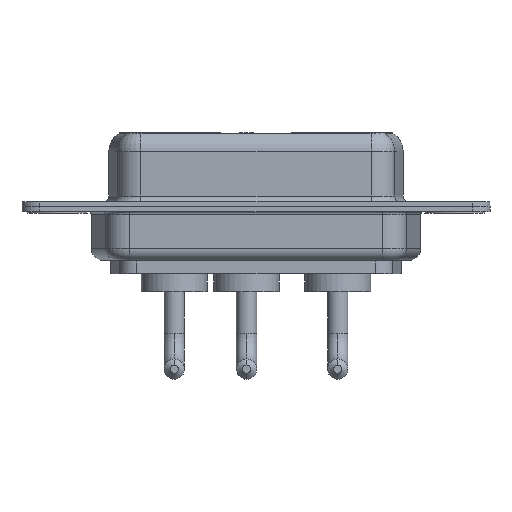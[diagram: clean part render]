
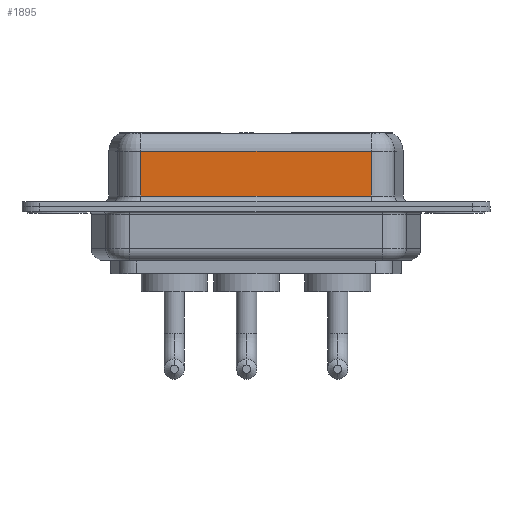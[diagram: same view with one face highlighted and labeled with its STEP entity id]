
A CAD part, front view. The second image highlights one B-rep face of the part: STEP entity #1895.
In plain terms, the highlighted planar face has unit normal (0, -1, 0).
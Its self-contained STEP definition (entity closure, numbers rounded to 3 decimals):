
#62 = VERTEX_POINT ( 'NONE', #8158 ) ;
#128 = LINE ( 'NONE', #5716, #2307 ) ;
#1039 = EDGE_CURVE ( 'NONE', #62, #9585, #128, .T. ) ;
#1102 = DIRECTION ( 'NONE',  ( 0., 0., -1. ) ) ;
#1199 = VECTOR ( 'NONE', #11406, 1000. ) ;
#1512 = CARTESIAN_POINT ( 'NONE',  ( 7.013, -3.95, 4.65 ) ) ;
#1513 = ORIENTED_EDGE ( 'NONE', *, *, #5449, .T. ) ;
#1710 = LINE ( 'NONE', #2443, #2748 ) ;
#1755 = CARTESIAN_POINT ( 'NONE',  ( 26.287, -3.95, 0.9 ) ) ;
#1867 = DIRECTION ( 'NONE',  ( 0., 1., 0. ) ) ;
#1895 = ADVANCED_FACE ( 'NONE', ( #7531 ), #6461, .F. ) ;
#2307 = VECTOR ( 'NONE', #1102, 1000. ) ;
#2387 = VECTOR ( 'NONE', #8225, 1000. ) ;
#2443 = CARTESIAN_POINT ( 'NONE',  ( 26.287, -3.95, 4.65 ) ) ;
#2611 = CARTESIAN_POINT ( 'NONE',  ( 26.287, -3.95, 0.9 ) ) ;
#2748 = VECTOR ( 'NONE', #9087, 1000. ) ;
#3260 = ORIENTED_EDGE ( 'NONE', *, *, #8318, .T. ) ;
#3898 = AXIS2_PLACEMENT_3D ( 'NONE', #10157, #1867, #5673 ) ;
#4010 = LINE ( 'NONE', #7696, #1199 ) ;
#4019 = VERTEX_POINT ( 'NONE', #1512 ) ;
#4293 = ORIENTED_EDGE ( 'NONE', *, *, #1039, .F. ) ;
#5449 = EDGE_CURVE ( 'NONE', #62, #4019, #1710, .T. ) ;
#5453 = ORIENTED_EDGE ( 'NONE', *, *, #7606, .T. ) ;
#5673 = DIRECTION ( 'NONE',  ( 0., 0., 1. ) ) ;
#5716 = CARTESIAN_POINT ( 'NONE',  ( 26.287, -3.95, 6.4 ) ) ;
#6461 = PLANE ( 'NONE',  #3898 ) ;
#7531 = FACE_OUTER_BOUND ( 'NONE', #10638, .T. ) ;
#7606 = EDGE_CURVE ( 'NONE', #4019, #11034, #4010, .T. ) ;
#7696 = CARTESIAN_POINT ( 'NONE',  ( 7.013, -3.95, 6.4 ) ) ;
#8158 = CARTESIAN_POINT ( 'NONE',  ( 26.287, -3.95, 4.65 ) ) ;
#8225 = DIRECTION ( 'NONE',  ( 1., 0., 0. ) ) ;
#8318 = EDGE_CURVE ( 'NONE', #11034, #9585, #10049, .T. ) ;
#9087 = DIRECTION ( 'NONE',  ( -1., 0., 0. ) ) ;
#9585 = VERTEX_POINT ( 'NONE', #2611 ) ;
#10049 = LINE ( 'NONE', #1755, #2387 ) ;
#10157 = CARTESIAN_POINT ( 'NONE',  ( 26.287, -3.95, 6.4 ) ) ;
#10638 = EDGE_LOOP ( 'NONE', ( #4293, #1513, #5453, #3260 ) ) ;
#10874 = CARTESIAN_POINT ( 'NONE',  ( 7.013, -3.95, 0.9 ) ) ;
#11034 = VERTEX_POINT ( 'NONE', #10874 ) ;
#11406 = DIRECTION ( 'NONE',  ( 0., 0., -1. ) ) ;
